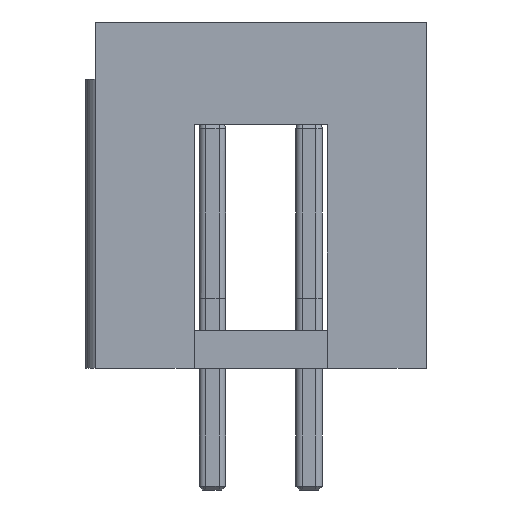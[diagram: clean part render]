
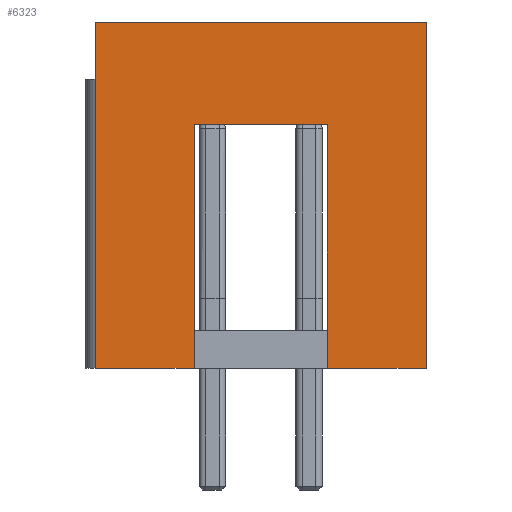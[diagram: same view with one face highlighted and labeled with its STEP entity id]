
A CAD part, left-side view. The second image highlights one B-rep face of the part: STEP entity #6323.
In plain terms, the highlighted planar face has unit normal (-1, 0, 0).
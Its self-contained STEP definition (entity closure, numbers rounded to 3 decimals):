
#69 = PLANE('',#70);
#70 = AXIS2_PLACEMENT_3D('',#71,#72,#73);
#71 = CARTESIAN_POINT('',(0.,0.,0.));
#72 = DIRECTION('',(0.,0.,1.));
#73 = DIRECTION('',(1.,0.,-0.));
#94 = VERTEX_POINT('',#95);
#95 = CARTESIAN_POINT('',(-19.23,4.35,0.));
#109 = PLANE('',#110);
#110 = AXIS2_PLACEMENT_3D('',#111,#112,#113);
#111 = CARTESIAN_POINT('',(19.23,4.35,0.));
#112 = DIRECTION('',(0.,-1.,0.));
#113 = DIRECTION('',(-1.,0.,0.));
#121 = EDGE_CURVE('',#94,#122,#124,.T.);
#122 = VERTEX_POINT('',#123);
#123 = CARTESIAN_POINT('',(-19.23,1.75,0.));
#124 = SURFACE_CURVE('',#125,(#129,#136),.PCURVE_S1.);
#125 = LINE('',#126,#127);
#126 = CARTESIAN_POINT('',(-19.23,4.35,0.));
#127 = VECTOR('',#128,1.);
#128 = DIRECTION('',(0.,-1.,0.));
#129 = PCURVE('',#69,#130);
#130 = DEFINITIONAL_REPRESENTATION('',(#131),#135);
#131 = LINE('',#132,#133);
#132 = CARTESIAN_POINT('',(-19.23,4.35));
#133 = VECTOR('',#134,1.);
#134 = DIRECTION('',(0.,-1.));
#135 = ( GEOMETRIC_REPRESENTATION_CONTEXT(2) 
PARAMETRIC_REPRESENTATION_CONTEXT() REPRESENTATION_CONTEXT('2D SPACE',''
  ) );
#136 = PCURVE('',#137,#142);
#137 = PLANE('',#138);
#138 = AXIS2_PLACEMENT_3D('',#139,#140,#141);
#139 = CARTESIAN_POINT('',(-19.23,4.35,0.));
#140 = DIRECTION('',(1.,0.,-0.));
#141 = DIRECTION('',(0.,-1.,0.));
#142 = DEFINITIONAL_REPRESENTATION('',(#143),#147);
#143 = LINE('',#144,#145);
#144 = CARTESIAN_POINT('',(0.,0.));
#145 = VECTOR('',#146,1.);
#146 = DIRECTION('',(1.,0.));
#147 = ( GEOMETRIC_REPRESENTATION_CONTEXT(2) 
PARAMETRIC_REPRESENTATION_CONTEXT() REPRESENTATION_CONTEXT('2D SPACE',''
  ) );
#165 = PLANE('',#166);
#166 = AXIS2_PLACEMENT_3D('',#167,#168,#169);
#167 = CARTESIAN_POINT('',(-18.23,1.75,0.));
#168 = DIRECTION('',(0.,-1.,0.));
#169 = DIRECTION('',(-1.,0.,0.));
#206 = VERTEX_POINT('',#207);
#207 = CARTESIAN_POINT('',(-19.23,-1.75,0.));
#221 = PLANE('',#222);
#222 = AXIS2_PLACEMENT_3D('',#223,#224,#225);
#223 = CARTESIAN_POINT('',(-19.23,-1.75,0.));
#224 = DIRECTION('',(0.,1.,0.));
#225 = DIRECTION('',(1.,0.,0.));
#233 = EDGE_CURVE('',#206,#234,#236,.T.);
#234 = VERTEX_POINT('',#235);
#235 = CARTESIAN_POINT('',(-19.23,-4.35,0.));
#236 = SURFACE_CURVE('',#237,(#241,#248),.PCURVE_S1.);
#237 = LINE('',#238,#239);
#238 = CARTESIAN_POINT('',(-19.23,4.35,0.));
#239 = VECTOR('',#240,1.);
#240 = DIRECTION('',(0.,-1.,0.));
#241 = PCURVE('',#69,#242);
#242 = DEFINITIONAL_REPRESENTATION('',(#243),#247);
#243 = LINE('',#244,#245);
#244 = CARTESIAN_POINT('',(-19.23,4.35));
#245 = VECTOR('',#246,1.);
#246 = DIRECTION('',(0.,-1.));
#247 = ( GEOMETRIC_REPRESENTATION_CONTEXT(2) 
PARAMETRIC_REPRESENTATION_CONTEXT() REPRESENTATION_CONTEXT('2D SPACE',''
  ) );
#248 = PCURVE('',#137,#249);
#249 = DEFINITIONAL_REPRESENTATION('',(#250),#254);
#250 = LINE('',#251,#252);
#251 = CARTESIAN_POINT('',(0.,0.));
#252 = VECTOR('',#253,1.);
#253 = DIRECTION('',(1.,0.));
#254 = ( GEOMETRIC_REPRESENTATION_CONTEXT(2) 
PARAMETRIC_REPRESENTATION_CONTEXT() REPRESENTATION_CONTEXT('2D SPACE',''
  ) );
#272 = PLANE('',#273);
#273 = AXIS2_PLACEMENT_3D('',#274,#275,#276);
#274 = CARTESIAN_POINT('',(-19.23,-4.35,0.));
#275 = DIRECTION('',(0.,1.,0.));
#276 = DIRECTION('',(1.,0.,0.));
#6025 = VERTEX_POINT('',#6026);
#6026 = CARTESIAN_POINT('',(-19.23,4.35,9.1));
#6040 = PLANE('',#6041);
#6041 = AXIS2_PLACEMENT_3D('',#6042,#6043,#6044);
#6042 = CARTESIAN_POINT('',(0.,0.,9.1));
#6043 = DIRECTION('',(0.,0.,1.));
#6044 = DIRECTION('',(1.,0.,-0.));
#6052 = EDGE_CURVE('',#94,#6025,#6053,.T.);
#6053 = SURFACE_CURVE('',#6054,(#6058,#6065),.PCURVE_S1.);
#6054 = LINE('',#6055,#6056);
#6055 = CARTESIAN_POINT('',(-19.23,4.35,0.));
#6056 = VECTOR('',#6057,1.);
#6057 = DIRECTION('',(0.,0.,1.));
#6058 = PCURVE('',#109,#6059);
#6059 = DEFINITIONAL_REPRESENTATION('',(#6060),#6064);
#6060 = LINE('',#6061,#6062);
#6061 = CARTESIAN_POINT('',(38.46,0.));
#6062 = VECTOR('',#6063,1.);
#6063 = DIRECTION('',(0.,-1.));
#6064 = ( GEOMETRIC_REPRESENTATION_CONTEXT(2) 
PARAMETRIC_REPRESENTATION_CONTEXT() REPRESENTATION_CONTEXT('2D SPACE',''
  ) );
#6065 = PCURVE('',#137,#6066);
#6066 = DEFINITIONAL_REPRESENTATION('',(#6067),#6071);
#6067 = LINE('',#6068,#6069);
#6068 = CARTESIAN_POINT('',(0.,0.));
#6069 = VECTOR('',#6070,1.);
#6070 = DIRECTION('',(0.,-1.));
#6071 = ( GEOMETRIC_REPRESENTATION_CONTEXT(2) 
PARAMETRIC_REPRESENTATION_CONTEXT() REPRESENTATION_CONTEXT('2D SPACE',''
  ) );
#6323 = ADVANCED_FACE('',(#6324),#137,.F.);
#6324 = FACE_BOUND('',#6325,.F.);
#6325 = EDGE_LOOP('',(#6326,#6327,#6328,#6351,#6372,#6373,#6396,#6424));
#6326 = ORIENTED_EDGE('',*,*,#121,.F.);
#6327 = ORIENTED_EDGE('',*,*,#6052,.T.);
#6328 = ORIENTED_EDGE('',*,*,#6329,.T.);
#6329 = EDGE_CURVE('',#6025,#6330,#6332,.T.);
#6330 = VERTEX_POINT('',#6331);
#6331 = CARTESIAN_POINT('',(-19.23,-4.35,9.1));
#6332 = SURFACE_CURVE('',#6333,(#6337,#6344),.PCURVE_S1.);
#6333 = LINE('',#6334,#6335);
#6334 = CARTESIAN_POINT('',(-19.23,4.35,9.1));
#6335 = VECTOR('',#6336,1.);
#6336 = DIRECTION('',(0.,-1.,0.));
#6337 = PCURVE('',#137,#6338);
#6338 = DEFINITIONAL_REPRESENTATION('',(#6339),#6343);
#6339 = LINE('',#6340,#6341);
#6340 = CARTESIAN_POINT('',(0.,-9.1));
#6341 = VECTOR('',#6342,1.);
#6342 = DIRECTION('',(1.,0.));
#6343 = ( GEOMETRIC_REPRESENTATION_CONTEXT(2) 
PARAMETRIC_REPRESENTATION_CONTEXT() REPRESENTATION_CONTEXT('2D SPACE',''
  ) );
#6344 = PCURVE('',#6040,#6345);
#6345 = DEFINITIONAL_REPRESENTATION('',(#6346),#6350);
#6346 = LINE('',#6347,#6348);
#6347 = CARTESIAN_POINT('',(-19.23,4.35));
#6348 = VECTOR('',#6349,1.);
#6349 = DIRECTION('',(0.,-1.));
#6350 = ( GEOMETRIC_REPRESENTATION_CONTEXT(2) 
PARAMETRIC_REPRESENTATION_CONTEXT() REPRESENTATION_CONTEXT('2D SPACE',''
  ) );
#6351 = ORIENTED_EDGE('',*,*,#6352,.F.);
#6352 = EDGE_CURVE('',#234,#6330,#6353,.T.);
#6353 = SURFACE_CURVE('',#6354,(#6358,#6365),.PCURVE_S1.);
#6354 = LINE('',#6355,#6356);
#6355 = CARTESIAN_POINT('',(-19.23,-4.35,0.));
#6356 = VECTOR('',#6357,1.);
#6357 = DIRECTION('',(0.,0.,1.));
#6358 = PCURVE('',#137,#6359);
#6359 = DEFINITIONAL_REPRESENTATION('',(#6360),#6364);
#6360 = LINE('',#6361,#6362);
#6361 = CARTESIAN_POINT('',(8.7,0.));
#6362 = VECTOR('',#6363,1.);
#6363 = DIRECTION('',(0.,-1.));
#6364 = ( GEOMETRIC_REPRESENTATION_CONTEXT(2) 
PARAMETRIC_REPRESENTATION_CONTEXT() REPRESENTATION_CONTEXT('2D SPACE',''
  ) );
#6365 = PCURVE('',#272,#6366);
#6366 = DEFINITIONAL_REPRESENTATION('',(#6367),#6371);
#6367 = LINE('',#6368,#6369);
#6368 = CARTESIAN_POINT('',(0.,0.));
#6369 = VECTOR('',#6370,1.);
#6370 = DIRECTION('',(0.,-1.));
#6371 = ( GEOMETRIC_REPRESENTATION_CONTEXT(2) 
PARAMETRIC_REPRESENTATION_CONTEXT() REPRESENTATION_CONTEXT('2D SPACE',''
  ) );
#6372 = ORIENTED_EDGE('',*,*,#233,.F.);
#6373 = ORIENTED_EDGE('',*,*,#6374,.T.);
#6374 = EDGE_CURVE('',#206,#6375,#6377,.T.);
#6375 = VERTEX_POINT('',#6376);
#6376 = CARTESIAN_POINT('',(-19.23,-1.75,6.4));
#6377 = SURFACE_CURVE('',#6378,(#6382,#6389),.PCURVE_S1.);
#6378 = LINE('',#6379,#6380);
#6379 = CARTESIAN_POINT('',(-19.23,-1.75,0.));
#6380 = VECTOR('',#6381,1.);
#6381 = DIRECTION('',(0.,0.,1.));
#6382 = PCURVE('',#137,#6383);
#6383 = DEFINITIONAL_REPRESENTATION('',(#6384),#6388);
#6384 = LINE('',#6385,#6386);
#6385 = CARTESIAN_POINT('',(6.1,0.));
#6386 = VECTOR('',#6387,1.);
#6387 = DIRECTION('',(0.,-1.));
#6388 = ( GEOMETRIC_REPRESENTATION_CONTEXT(2) 
PARAMETRIC_REPRESENTATION_CONTEXT() REPRESENTATION_CONTEXT('2D SPACE',''
  ) );
#6389 = PCURVE('',#221,#6390);
#6390 = DEFINITIONAL_REPRESENTATION('',(#6391),#6395);
#6391 = LINE('',#6392,#6393);
#6392 = CARTESIAN_POINT('',(0.,0.));
#6393 = VECTOR('',#6394,1.);
#6394 = DIRECTION('',(0.,-1.));
#6395 = ( GEOMETRIC_REPRESENTATION_CONTEXT(2) 
PARAMETRIC_REPRESENTATION_CONTEXT() REPRESENTATION_CONTEXT('2D SPACE',''
  ) );
#6396 = ORIENTED_EDGE('',*,*,#6397,.F.);
#6397 = EDGE_CURVE('',#6398,#6375,#6400,.T.);
#6398 = VERTEX_POINT('',#6399);
#6399 = CARTESIAN_POINT('',(-19.23,1.75,6.4));
#6400 = SURFACE_CURVE('',#6401,(#6405,#6412),.PCURVE_S1.);
#6401 = LINE('',#6402,#6403);
#6402 = CARTESIAN_POINT('',(-19.23,1.75,6.4));
#6403 = VECTOR('',#6404,1.);
#6404 = DIRECTION('',(0.,-1.,0.));
#6405 = PCURVE('',#137,#6406);
#6406 = DEFINITIONAL_REPRESENTATION('',(#6407),#6411);
#6407 = LINE('',#6408,#6409);
#6408 = CARTESIAN_POINT('',(2.6,-6.4));
#6409 = VECTOR('',#6410,1.);
#6410 = DIRECTION('',(1.,0.));
#6411 = ( GEOMETRIC_REPRESENTATION_CONTEXT(2) 
PARAMETRIC_REPRESENTATION_CONTEXT() REPRESENTATION_CONTEXT('2D SPACE',''
  ) );
#6412 = PCURVE('',#6413,#6418);
#6413 = PLANE('',#6414);
#6414 = AXIS2_PLACEMENT_3D('',#6415,#6416,#6417);
#6415 = CARTESIAN_POINT('',(-18.73,0.,6.4));
#6416 = DIRECTION('',(0.,0.,1.));
#6417 = DIRECTION('',(1.,0.,-0.));
#6418 = DEFINITIONAL_REPRESENTATION('',(#6419),#6423);
#6419 = LINE('',#6420,#6421);
#6420 = CARTESIAN_POINT('',(-0.5,1.75));
#6421 = VECTOR('',#6422,1.);
#6422 = DIRECTION('',(0.,-1.));
#6423 = ( GEOMETRIC_REPRESENTATION_CONTEXT(2) 
PARAMETRIC_REPRESENTATION_CONTEXT() REPRESENTATION_CONTEXT('2D SPACE',''
  ) );
#6424 = ORIENTED_EDGE('',*,*,#6425,.F.);
#6425 = EDGE_CURVE('',#122,#6398,#6426,.T.);
#6426 = SURFACE_CURVE('',#6427,(#6431,#6438),.PCURVE_S1.);
#6427 = LINE('',#6428,#6429);
#6428 = CARTESIAN_POINT('',(-19.23,1.75,0.));
#6429 = VECTOR('',#6430,1.);
#6430 = DIRECTION('',(0.,0.,1.));
#6431 = PCURVE('',#137,#6432);
#6432 = DEFINITIONAL_REPRESENTATION('',(#6433),#6437);
#6433 = LINE('',#6434,#6435);
#6434 = CARTESIAN_POINT('',(2.6,0.));
#6435 = VECTOR('',#6436,1.);
#6436 = DIRECTION('',(0.,-1.));
#6437 = ( GEOMETRIC_REPRESENTATION_CONTEXT(2) 
PARAMETRIC_REPRESENTATION_CONTEXT() REPRESENTATION_CONTEXT('2D SPACE',''
  ) );
#6438 = PCURVE('',#165,#6439);
#6439 = DEFINITIONAL_REPRESENTATION('',(#6440),#6444);
#6440 = LINE('',#6441,#6442);
#6441 = CARTESIAN_POINT('',(1.,0.));
#6442 = VECTOR('',#6443,1.);
#6443 = DIRECTION('',(0.,-1.));
#6444 = ( GEOMETRIC_REPRESENTATION_CONTEXT(2) 
PARAMETRIC_REPRESENTATION_CONTEXT() REPRESENTATION_CONTEXT('2D SPACE',''
  ) );
